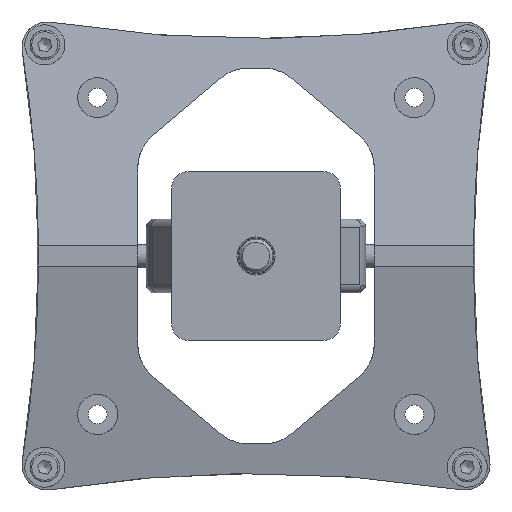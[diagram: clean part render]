
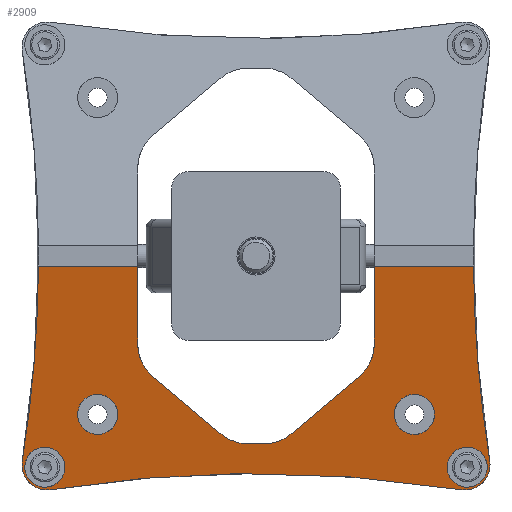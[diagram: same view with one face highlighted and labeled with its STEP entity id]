
A CAD part, front view. The second image highlights one B-rep face of the part: STEP entity #2909.
In plain terms, the highlighted face is planar.
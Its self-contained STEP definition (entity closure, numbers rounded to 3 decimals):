
#196=LINE('',#4888,#362);
#205=LINE('',#4928,#371);
#206=LINE('',#4930,#372);
#207=LINE('',#4932,#373);
#208=LINE('',#4936,#374);
#209=LINE('',#4940,#375);
#210=LINE('',#4944,#376);
#362=VECTOR('',#3781,23.509);
#371=VECTOR('',#3830,18.872);
#372=VECTOR('',#3831,23.509);
#373=VECTOR('',#3832,18.872);
#374=VECTOR('',#3835,21.346);
#375=VECTOR('',#3838,3.685);
#376=VECTOR('',#3841,21.346);
#488=ELLIPSE('',#3056,4.856,4.75);
#490=ELLIPSE('',#3062,4.856,4.75);
#492=ELLIPSE('',#3068,4.856,4.75);
#494=ELLIPSE('',#3074,4.856,4.75);
#502=ELLIPSE('',#3203,6.134,6.);
#503=ELLIPSE('',#3205,314.881,308.);
#505=ELLIPSE('',#3209,314.881,308.);
#508=ELLIPSE('',#3214,6.134,6.);
#509=ELLIPSE('',#3216,314.881,308.);
#510=ELLIPSE('',#3218,10.223,10.);
#511=ELLIPSE('',#3219,10.223,10.);
#512=ELLIPSE('',#3220,10.223,10.);
#513=ELLIPSE('',#3221,10.223,10.);
#533=PLANE('',#3217);
#640=FACE_BOUND('',#996,.T.);
#641=FACE_BOUND('',#997,.T.);
#642=FACE_BOUND('',#998,.T.);
#643=FACE_BOUND('',#999,.T.);
#770=FACE_OUTER_BOUND('',#995,.T.);
#995=EDGE_LOOP('',(#2272,#2273,#2274,#2275,#2276,#2277,#2278,#2279,#2280,
#2281,#2282,#2283,#2284,#2285,#2286,#2287));
#996=EDGE_LOOP('',(#2288));
#997=EDGE_LOOP('',(#2289));
#998=EDGE_LOOP('',(#2290));
#999=EDGE_LOOP('',(#2291));
#1335=VERTEX_POINT('',#4391);
#1339=VERTEX_POINT('',#4401);
#1343=VERTEX_POINT('',#4411);
#1347=VERTEX_POINT('',#4421);
#1444=VERTEX_POINT('',#4881);
#1447=VERTEX_POINT('',#4886);
#1451=VERTEX_POINT('',#4900);
#1452=VERTEX_POINT('',#4901);
#1453=VERTEX_POINT('',#4906);
#1456=VERTEX_POINT('',#4914);
#1457=VERTEX_POINT('',#4921);
#1458=VERTEX_POINT('',#4927);
#1459=VERTEX_POINT('',#4929);
#1460=VERTEX_POINT('',#4931);
#1461=VERTEX_POINT('',#4933);
#1462=VERTEX_POINT('',#4935);
#1463=VERTEX_POINT('',#4937);
#1464=VERTEX_POINT('',#4939);
#1465=VERTEX_POINT('',#4941);
#1466=VERTEX_POINT('',#4943);
#1613=EDGE_CURVE('',#1335,#1335,#488,.T.);
#1617=EDGE_CURVE('',#1339,#1339,#490,.T.);
#1621=EDGE_CURVE('',#1343,#1343,#492,.T.);
#1625=EDGE_CURVE('',#1347,#1347,#494,.T.);
#1755=EDGE_CURVE('',#1447,#1444,#196,.T.);
#1761=EDGE_CURVE('',#1451,#1452,#502,.T.);
#1764=EDGE_CURVE('',#1453,#1451,#503,.T.);
#1768=EDGE_CURVE('',#1456,#1447,#505,.T.);
#1772=EDGE_CURVE('',#1457,#1456,#508,.T.);
#1774=EDGE_CURVE('',#1452,#1457,#509,.T.);
#1775=EDGE_CURVE('',#1458,#1444,#205,.T.);
#1776=EDGE_CURVE('',#1459,#1453,#206,.T.);
#1777=EDGE_CURVE('',#1459,#1460,#207,.T.);
#1778=EDGE_CURVE('',#1460,#1461,#510,.T.);
#1779=EDGE_CURVE('',#1461,#1462,#208,.T.);
#1780=EDGE_CURVE('',#1462,#1463,#511,.T.);
#1781=EDGE_CURVE('',#1463,#1464,#209,.T.);
#1782=EDGE_CURVE('',#1464,#1465,#512,.T.);
#1783=EDGE_CURVE('',#1465,#1466,#210,.T.);
#1784=EDGE_CURVE('',#1466,#1458,#513,.T.);
#2272=ORIENTED_EDGE('',*,*,#1775,.T.);
#2273=ORIENTED_EDGE('',*,*,#1755,.F.);
#2274=ORIENTED_EDGE('',*,*,#1768,.F.);
#2275=ORIENTED_EDGE('',*,*,#1772,.F.);
#2276=ORIENTED_EDGE('',*,*,#1774,.F.);
#2277=ORIENTED_EDGE('',*,*,#1761,.F.);
#2278=ORIENTED_EDGE('',*,*,#1764,.F.);
#2279=ORIENTED_EDGE('',*,*,#1776,.F.);
#2280=ORIENTED_EDGE('',*,*,#1777,.T.);
#2281=ORIENTED_EDGE('',*,*,#1778,.T.);
#2282=ORIENTED_EDGE('',*,*,#1779,.T.);
#2283=ORIENTED_EDGE('',*,*,#1780,.T.);
#2284=ORIENTED_EDGE('',*,*,#1781,.T.);
#2285=ORIENTED_EDGE('',*,*,#1782,.T.);
#2286=ORIENTED_EDGE('',*,*,#1783,.T.);
#2287=ORIENTED_EDGE('',*,*,#1784,.T.);
#2288=ORIENTED_EDGE('',*,*,#1613,.T.);
#2289=ORIENTED_EDGE('',*,*,#1617,.T.);
#2290=ORIENTED_EDGE('',*,*,#1621,.T.);
#2291=ORIENTED_EDGE('',*,*,#1625,.T.);
#2909=ADVANCED_FACE('',(#770,#640,#641,#642,#643),#533,.F.);
#3056=AXIS2_PLACEMENT_3D('',#4392,#3457,#3458);
#3062=AXIS2_PLACEMENT_3D('',#4402,#3469,#3470);
#3068=AXIS2_PLACEMENT_3D('',#4412,#3481,#3482);
#3074=AXIS2_PLACEMENT_3D('',#4422,#3493,#3494);
#3203=AXIS2_PLACEMENT_3D('',#4902,#3795,#3796);
#3205=AXIS2_PLACEMENT_3D('',#4907,#3801,#3802);
#3209=AXIS2_PLACEMENT_3D('',#4915,#3810,#3811);
#3214=AXIS2_PLACEMENT_3D('',#4922,#3821,#3822);
#3216=AXIS2_PLACEMENT_3D('',#4925,#3826,#3827);
#3217=AXIS2_PLACEMENT_3D('',#4926,#3828,#3829);
#3218=AXIS2_PLACEMENT_3D('',#4934,#3833,#3834);
#3219=AXIS2_PLACEMENT_3D('',#4938,#3836,#3837);
#3220=AXIS2_PLACEMENT_3D('',#4942,#3839,#3840);
#3221=AXIS2_PLACEMENT_3D('',#4945,#3842,#3843);
#3457=DIRECTION('center_axis',(0.,-0.978,0.208));
#3458=DIRECTION('ref_axis',(0.,-0.208,-0.978));
#3469=DIRECTION('center_axis',(0.,-0.978,0.208));
#3470=DIRECTION('ref_axis',(0.,-0.208,-0.978));
#3481=DIRECTION('center_axis',(0.,-0.978,0.208));
#3482=DIRECTION('ref_axis',(0.,-0.208,-0.978));
#3493=DIRECTION('center_axis',(0.,-0.978,0.208));
#3494=DIRECTION('ref_axis',(0.,-0.208,-0.978));
#3781=DIRECTION('',(-1.,0.,0.));
#3795=DIRECTION('center_axis',(0.,-0.978,0.208));
#3796=DIRECTION('ref_axis',(0.,-0.208,-0.978));
#3801=DIRECTION('center_axis',(0.,0.978,-0.208));
#3802=DIRECTION('ref_axis',(0.,0.208,0.978));
#3810=DIRECTION('center_axis',(0.,0.978,-0.208));
#3811=DIRECTION('ref_axis',(0.,-0.208,-0.978));
#3821=DIRECTION('center_axis',(0.,-0.978,0.208));
#3822=DIRECTION('ref_axis',(0.,0.208,0.978));
#3826=DIRECTION('center_axis',(0.,0.978,-0.208));
#3827=DIRECTION('ref_axis',(0.,0.208,0.978));
#3828=DIRECTION('center_axis',(0.,-0.978,0.208));
#3829=DIRECTION('ref_axis',(0.,0.208,0.978));
#3830=DIRECTION('',(0.,0.208,0.978));
#3831=DIRECTION('',(-1.,0.,0.));
#3832=DIRECTION('',(0.,-0.208,-0.978));
#3833=DIRECTION('center_axis',(0.,-0.978,0.208));
#3834=DIRECTION('ref_axis',(0.,-0.208,-0.978));
#3835=DIRECTION('',(0.757,-0.136,-0.639));
#3836=DIRECTION('center_axis',(0.,-0.978,0.208));
#3837=DIRECTION('ref_axis',(0.,-0.208,-0.978));
#3838=DIRECTION('',(1.,0.,0.));
#3839=DIRECTION('center_axis',(0.,-0.978,0.208));
#3840=DIRECTION('ref_axis',(0.,-0.208,-0.978));
#3841=DIRECTION('',(0.757,0.136,0.639));
#3842=DIRECTION('center_axis',(0.,-0.978,0.208));
#3843=DIRECTION('ref_axis',(0.,-0.208,-0.978));
#4391=CARTESIAN_POINT('',(37.5,-53.952,-32.75));
#4392=CARTESIAN_POINT('Origin',(37.5,-54.961,-37.5));
#4401=CARTESIAN_POINT('',(-37.5,-53.952,-32.75));
#4402=CARTESIAN_POINT('Origin',(-37.5,-54.961,-37.5));
#4411=CARTESIAN_POINT('',(50.,-56.609,-45.25));
#4412=CARTESIAN_POINT('Origin',(50.,-57.618,-50.));
#4421=CARTESIAN_POINT('',(-50.,-56.609,-45.25));
#4422=CARTESIAN_POINT('Origin',(-50.,-57.618,-50.));
#4881=CARTESIAN_POINT('',(28.,-47.5,-2.397));
#4886=CARTESIAN_POINT('',(51.509,-47.5,-2.397));
#4888=CARTESIAN_POINT('',(28.5,-47.5,-2.397));
#4900=CARTESIAN_POINT('',(-55.337,-57.293,-48.468));
#4901=CARTESIAN_POINT('',(-48.468,-58.753,-55.337));
#4902=CARTESIAN_POINT('Origin',(-49.412,-57.493,-49.412));
#4906=CARTESIAN_POINT('',(-51.509,-47.5,-2.397));
#4907=CARTESIAN_POINT('Origin',(-359.5,-46.991,0.));
#4914=CARTESIAN_POINT('',(55.337,-57.293,-48.468));
#4915=CARTESIAN_POINT('Origin',(359.5,-46.991,0.));
#4921=CARTESIAN_POINT('',(48.468,-58.753,-55.337));
#4922=CARTESIAN_POINT('Origin',(49.412,-57.493,-49.412));
#4925=CARTESIAN_POINT('Origin',(0.,-123.405,-359.5));
#4926=CARTESIAN_POINT('Origin',(57.,-47.5,-2.397));
#4927=CARTESIAN_POINT('',(28.,-51.424,-20.856));
#4928=CARTESIAN_POINT('',(28.,-47.635,-3.03));
#4929=CARTESIAN_POINT('',(-28.,-47.5,-2.397));
#4930=CARTESIAN_POINT('',(28.5,-47.5,-2.397));
#4931=CARTESIAN_POINT('',(-28.,-51.424,-20.856));
#4932=CARTESIAN_POINT('',(-28.,-47.635,-3.03));
#4933=CARTESIAN_POINT('',(-24.452,-53.048,-28.496));
#4934=CARTESIAN_POINT('Origin',(-18.,-51.424,-20.856));
#4935=CARTESIAN_POINT('',(-8.294,-55.948,-42.14));
#4936=CARTESIAN_POINT('',(-7.102,-56.162,-43.147));
#4937=CARTESIAN_POINT('',(-1.843,-56.449,-44.5));
#4938=CARTESIAN_POINT('Origin',(-1.843,-54.324,-34.5));
#4939=CARTESIAN_POINT('',(1.843,-56.449,-44.5));
#4940=CARTESIAN_POINT('',(27.579,-56.449,-44.5));
#4941=CARTESIAN_POINT('',(8.294,-55.948,-42.14));
#4942=CARTESIAN_POINT('Origin',(1.843,-54.324,-34.5));
#4943=CARTESIAN_POINT('',(24.452,-53.048,-28.496));
#4944=CARTESIAN_POINT('',(31.831,-51.723,-22.265));
#4945=CARTESIAN_POINT('Origin',(18.,-51.424,-20.856));
